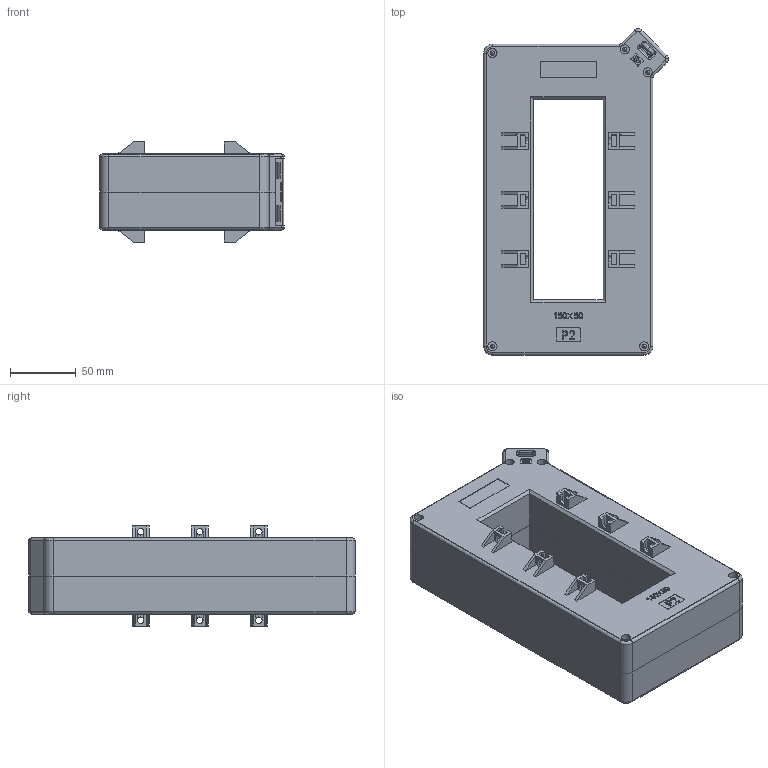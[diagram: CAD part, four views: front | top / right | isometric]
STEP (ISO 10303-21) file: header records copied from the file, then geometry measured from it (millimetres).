
FILE_DESCRIPTION (( 'STEP AP203' ), '1' );
FILE_NAME ('装配体150-50.STEP', '2025-06-17T14:11:28', ( '微软用户' ), ( '微软中国' ), 'SwSTEP 2.0', 'SolidWorks 2020', '' );
FILE_SCHEMA (( 'CONFIG_CONTROL_DESIGN' ));
Length unit declared in the file: millimetre
Products named in the file (9): 猾裔6; 150-50-P1; 150-50-P2; 蚾饜极150-50; 縐諶; 肣И璃5x10陔-1; 諉盄蹟佪3_ISO 7045 - M5 x 6 - Z --- 6S; 諉盄啣-1; cross recessed pan head tapping screws gb_GB_CROSS_SCREWS_TYPE128 ST2.9X13 H C-N
Assembly tree (15 placements, depth 2):
  蚾饜极150-50
    150-50-P1
    150-50-P2
    肣И璃5x10陔-1  x2
    縐諶
    諉盄啣-1  x2
    諉盄蹟佪3_ISO 7045 - M5 x 6 - Z --- 6S  x2
    猾裔6
    cross recessed pan head tapping screws gb_GB_CROSS_SCREWS_TYPE128 ST2.9X13 H C-N  x5
Bounding box: 140.78 x 248.78 x 76.4 mm (x, y, z)
Volume: 309320 mm3; surface area: 248648.1 mm2
Topology: 15 solids, 15 shells, 1423 faces, 3849 edges, 2486 vertices
Faces by surface type: plane 870, cylinder 320, bspline 138, torus 65, cone 16, sphere 14
Entity records: 48452 total; most frequent: CARTESIAN_POINT 15933, ORIENTED_EDGE 6826, DIRECTION 6045, EDGE_CURVE 3413, VECTOR 2413, LINE 2413, VERTEX_POINT 2218, AXIS2_PLACEMENT_3D 1816
